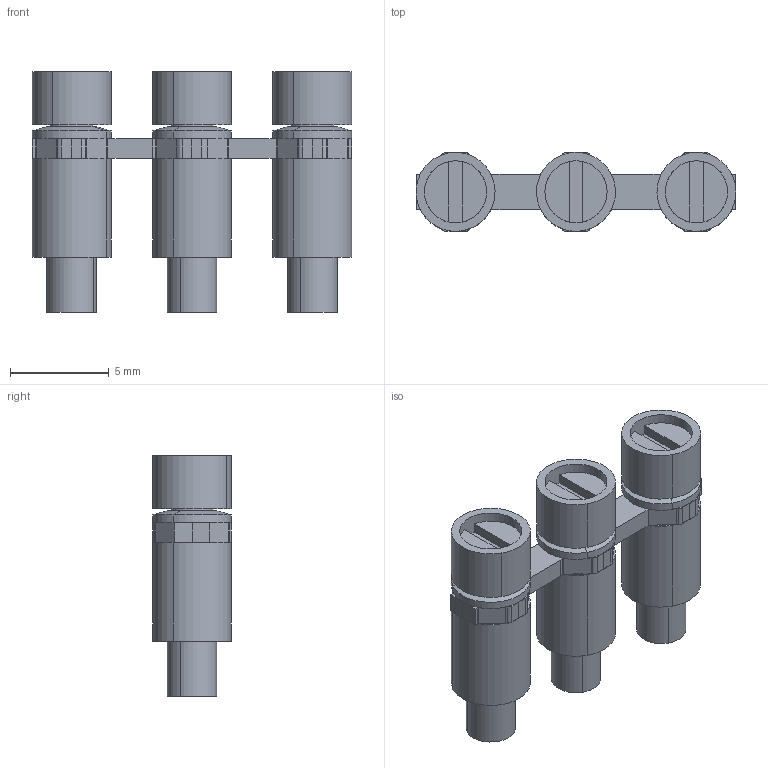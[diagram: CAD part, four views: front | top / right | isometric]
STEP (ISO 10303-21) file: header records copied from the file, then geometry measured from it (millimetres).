
FILE_DESCRIPTION(('CATIA V5 STEP Exchange','CAx-IF Rec.Pracs.--- Model Styling and Organization---1.4--- 2014-01-23'),'2;1');
FILE_NAME ('005514-5_0_1071600000_1071600000.stp','2021-05-11T04:22:56+00:00',('none'),('Weidmueller'),'CATIA Version 5-6 Release 2016 SP3 HF44','CATIA V5 STEP AP214','none');
FILE_SCHEMA(('AUTOMOTIVE_DESIGN { 1 0 10303 214 1 1 1 1 }'));
Length unit declared in the file: millimetre
Products named in the file (1): 1071600000
Bounding box: 16.2 x 4 x 12.2 mm (x, y, z)
Volume: 410.5 mm3; surface area: 835.7 mm2
Topology: 10 solids, 10 shells, 175 faces, 414 edges, 274 vertices
Faces by surface type: plane 97, cylinder 66, cone 12
Entity records: 4686 total; most frequent: ORIENTED_EDGE 828, CARTESIAN_POINT 812, DIRECTION 660, EDGE_CURVE 414, AXIS2_PLACEMENT_3D 286, VERTEX_POINT 274, VECTOR 252, LINE 252
